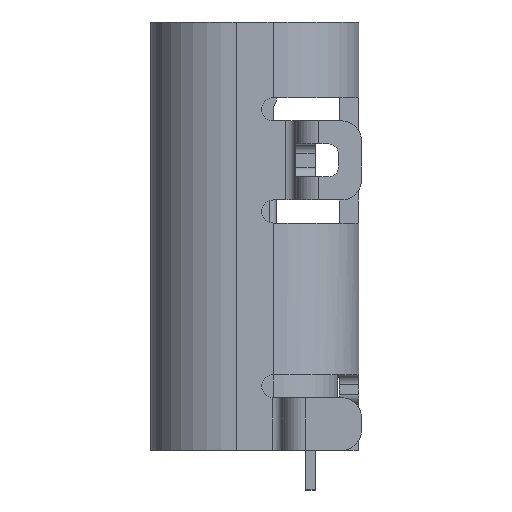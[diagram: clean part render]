
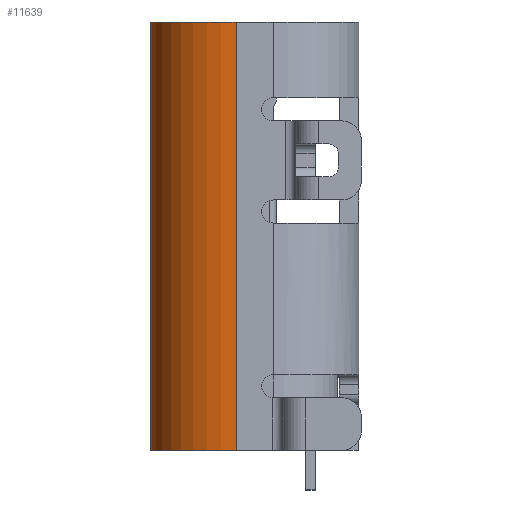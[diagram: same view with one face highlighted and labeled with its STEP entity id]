
A CAD part, left-side view. The second image highlights one B-rep face of the part: STEP entity #11639.
In plain terms, the highlighted cylindrical face has radius 1.3 mm (diameter 2.6 mm), a partial arc.
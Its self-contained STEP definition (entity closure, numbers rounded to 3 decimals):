
#146 = ORIENTED_EDGE ( 'NONE', *, *, #7235, .F. ) ;
#1767 = AXIS2_PLACEMENT_3D ( 'NONE', #18468, #15667, #9762 ) ;
#2271 = CARTESIAN_POINT ( 'NONE',  ( -3.17, 0.28, 0. ) ) ;
#2955 = EDGE_CURVE ( 'NONE', #18485, #18577, #9609, .T. ) ;
#3741 = DIRECTION ( 'NONE',  ( 0., 0., 1. ) ) ;
#4284 = ORIENTED_EDGE ( 'NONE', *, *, #2955, .F. ) ;
#4414 = DIRECTION ( 'NONE',  ( 0., 0., 1. ) ) ;
#4479 = CARTESIAN_POINT ( 'NONE',  ( -4.47, 0.28, -6.5 ) ) ;
#5512 = CIRCLE ( 'NONE', #7010, 1.3 ) ;
#5626 = CARTESIAN_POINT ( 'NONE',  ( -4.47, 0.28, 0. ) ) ;
#6095 = LINE ( 'NONE', #16716, #18666 ) ;
#6351 = DIRECTION ( 'NONE',  ( 1., 0., 0. ) ) ;
#7010 = AXIS2_PLACEMENT_3D ( 'NONE', #15126, #13779, #6351 ) ;
#7104 = VERTEX_POINT ( 'NONE', #7528 ) ;
#7235 = EDGE_CURVE ( 'NONE', #7104, #18485, #6095, .T. ) ;
#7246 = VECTOR ( 'NONE', #4414, 1000. ) ;
#7528 = CARTESIAN_POINT ( 'NONE',  ( -3.17, 1.58, -6.5 ) ) ;
#7996 = EDGE_LOOP ( 'NONE', ( #4284, #146, #16742, #18340 ) ) ;
#9427 = EDGE_CURVE ( 'NONE', #7104, #11111, #5512, .T. ) ;
#9609 = CIRCLE ( 'NONE', #17217, 1.3 ) ;
#9762 = DIRECTION ( 'NONE',  ( -1., 0., 0. ) ) ;
#11111 = VERTEX_POINT ( 'NONE', #17103 ) ;
#11639 = ADVANCED_FACE ( 'NONE', ( #15221 ), #14303, .T. ) ;
#13779 = DIRECTION ( 'NONE',  ( 0., 0., 1. ) ) ;
#14303 = CYLINDRICAL_SURFACE ( 'NONE', #1767, 1.3 ) ;
#15126 = CARTESIAN_POINT ( 'NONE',  ( -3.17, 0.28, -6.5 ) ) ;
#15182 = CARTESIAN_POINT ( 'NONE',  ( -3.17, 1.58, 0. ) ) ;
#15221 = FACE_OUTER_BOUND ( 'NONE', #7996, .T. ) ;
#15502 = LINE ( 'NONE', #4479, #7246 ) ;
#15667 = DIRECTION ( 'NONE',  ( 0., 0., 1. ) ) ;
#16716 = CARTESIAN_POINT ( 'NONE',  ( -3.17, 1.58, -6.5 ) ) ;
#16742 = ORIENTED_EDGE ( 'NONE', *, *, #9427, .T. ) ;
#16985 = DIRECTION ( 'NONE',  ( 1., 0., 0. ) ) ;
#17103 = CARTESIAN_POINT ( 'NONE',  ( -4.47, 0.28, -6.5 ) ) ;
#17217 = AXIS2_PLACEMENT_3D ( 'NONE', #2271, #3741, #16985 ) ;
#17227 = EDGE_CURVE ( 'NONE', #11111, #18577, #15502, .T. ) ;
#18322 = DIRECTION ( 'NONE',  ( 0., 0., 1. ) ) ;
#18340 = ORIENTED_EDGE ( 'NONE', *, *, #17227, .T. ) ;
#18468 = CARTESIAN_POINT ( 'NONE',  ( -3.17, 0.28, -6.5 ) ) ;
#18485 = VERTEX_POINT ( 'NONE', #15182 ) ;
#18577 = VERTEX_POINT ( 'NONE', #5626 ) ;
#18666 = VECTOR ( 'NONE', #18322, 1000. ) ;
